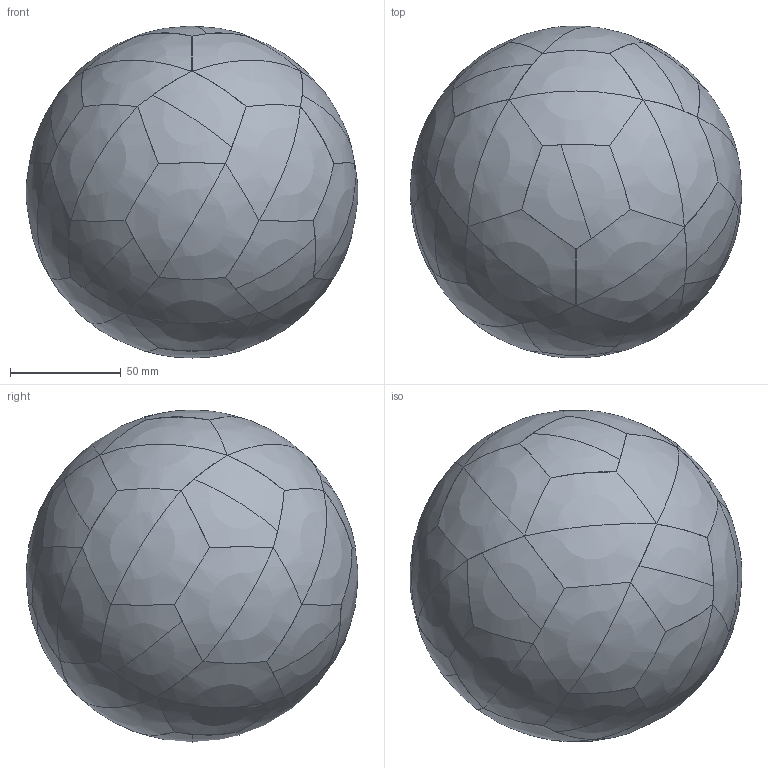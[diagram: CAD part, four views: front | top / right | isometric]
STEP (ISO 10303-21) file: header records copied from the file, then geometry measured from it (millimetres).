
FILE_DESCRIPTION((''),'2;1');
FILE_NAME('ASM0001_ASM','2013-10-04T',('admin'),(''),'PRO/ENGINEER BY PARAMETRIC TECHNOLOGY CORPORATION, 2012130','PRO/ENGINEER BY PARAMETRIC TECHNOLOGY CORPORATION, 2012130','');
FILE_SCHEMA(('CONFIG_CONTROL_DESIGN'));
Length unit declared in the file: millimetre
Products named in the file (3): PENT; HEXA; ASM0001_ASM
Assembly tree (32 placements, depth 2):
  ASM0001_ASM
    PENT  x12
    HEXA  x20
Bounding box: 149.66 x 149.97 x 150 mm (x, y, z)
Volume: 1767145.9 mm3; surface area: 276394.4 mm2
Topology: 32 solids, 32 shells, 244 faces, 572 edges, 268 vertices
Faces by surface type: plane 120, sphere 64, bspline 60
Entity records: 1072 total; most frequent: CARTESIAN_POINT 496, DIRECTION 121, ORIENTED_EDGE 56, AXIS2_PLACEMENT_3D 55, PRODUCT_DEFINITION_SHAPE 35, ITEM_DEFINED_TRANSFORMATION 32, CONTEXT_DEPENDENT_SHAPE_REPRESENTATION 32, NEXT_ASSEMBLY_USAGE_OCCURRENCE 32
